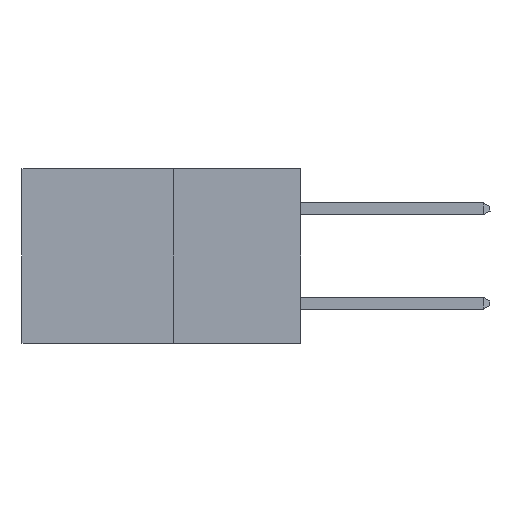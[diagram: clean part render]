
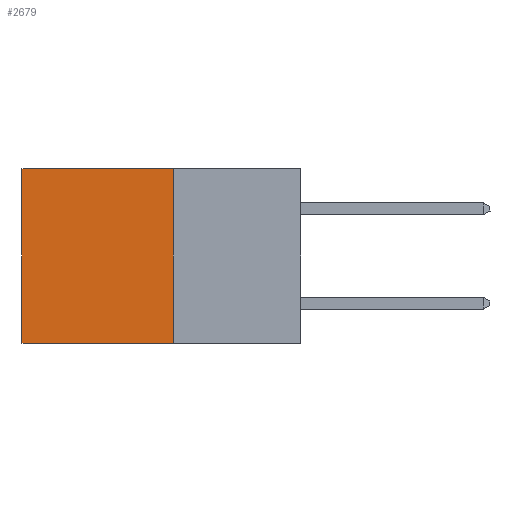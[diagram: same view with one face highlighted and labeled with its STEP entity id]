
A CAD part, left-side view. The second image highlights one B-rep face of the part: STEP entity #2679.
In plain terms, the highlighted planar face has unit normal (-1, 0, 0).
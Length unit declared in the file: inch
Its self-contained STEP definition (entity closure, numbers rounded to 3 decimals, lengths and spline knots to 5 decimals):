
#152 = CARTESIAN_POINT ( 'NONE',  ( 0.277, 0.27, -0.37 ) ) ;
#798 = ORIENTED_EDGE ( 'NONE', *, *, #1613, .F. ) ;
#1071 = EDGE_CURVE ( 'NONE', #7108, #1208, #4446, .T. ) ;
#1208 = VERTEX_POINT ( 'NONE', #3941 ) ;
#1298 = DIRECTION ( 'NONE',  ( 0., 1., 0. ) ) ;
#1409 = LINE ( 'NONE', #152, #4725 ) ;
#1533 = DIRECTION ( 'NONE',  ( 0., 0., -1. ) ) ;
#1613 = EDGE_CURVE ( 'NONE', #5515, #8193, #1409, .T. ) ;
#1768 = CARTESIAN_POINT ( 'NONE',  ( 0.277, 0.27, 0. ) ) ;
#2335 = AXIS2_PLACEMENT_3D ( 'NONE', #7174, #6036, #3665 ) ;
#2452 = DIRECTION ( 'NONE',  ( 0., 0., -1. ) ) ;
#2679 = ADVANCED_FACE ( 'NONE', ( #6278 ), #4860, .F. ) ;
#2995 = ORIENTED_EDGE ( 'NONE', *, *, #1071, .T. ) ;
#3166 = LINE ( 'NONE', #5268, #7838 ) ;
#3665 = DIRECTION ( 'NONE',  ( 0., 0., -1. ) ) ;
#3890 = ORIENTED_EDGE ( 'NONE', *, *, #6155, .F. ) ;
#3941 = CARTESIAN_POINT ( 'NONE',  ( 0.277, 0.59, -0.37 ) ) ;
#4320 = ORIENTED_EDGE ( 'NONE', *, *, #6193, .T. ) ;
#4446 = LINE ( 'NONE', #6914, #7123 ) ;
#4473 = VECTOR ( 'NONE', #8118, 39.37008 ) ;
#4725 = VECTOR ( 'NONE', #2452, 39.37008 ) ;
#4860 = PLANE ( 'NONE',  #2335 ) ;
#4901 = CARTESIAN_POINT ( 'NONE',  ( 0.277, 0.27, -0.37 ) ) ;
#5268 = CARTESIAN_POINT ( 'NONE',  ( 0.277, 0.27, -0.37 ) ) ;
#5515 = VERTEX_POINT ( 'NONE', #1768 ) ;
#5782 = EDGE_LOOP ( 'NONE', ( #2995, #3890, #798, #4320 ) ) ;
#6036 = DIRECTION ( 'NONE',  ( 1., 0., 0. ) ) ;
#6155 = EDGE_CURVE ( 'NONE', #8193, #1208, #3166, .T. ) ;
#6178 = LINE ( 'NONE', #7795, #4473 ) ;
#6193 = EDGE_CURVE ( 'NONE', #5515, #7108, #6178, .T. ) ;
#6278 = FACE_OUTER_BOUND ( 'NONE', #5782, .T. ) ;
#6914 = CARTESIAN_POINT ( 'NONE',  ( 0.277, 0.59, -0.37 ) ) ;
#7108 = VERTEX_POINT ( 'NONE', #7347 ) ;
#7123 = VECTOR ( 'NONE', #1533, 39.37008 ) ;
#7174 = CARTESIAN_POINT ( 'NONE',  ( 0.277, 0.27, -0.37 ) ) ;
#7347 = CARTESIAN_POINT ( 'NONE',  ( 0.277, 0.59, 0. ) ) ;
#7795 = CARTESIAN_POINT ( 'NONE',  ( 0.277, 0.27, 0. ) ) ;
#7838 = VECTOR ( 'NONE', #1298, 39.37008 ) ;
#8118 = DIRECTION ( 'NONE',  ( 0., 1., 0. ) ) ;
#8193 = VERTEX_POINT ( 'NONE', #4901 ) ;
